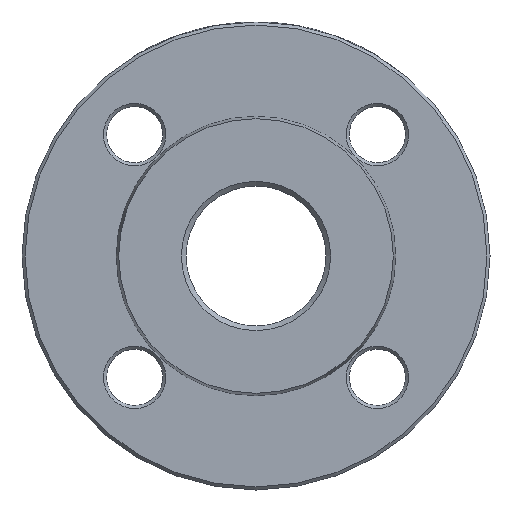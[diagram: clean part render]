
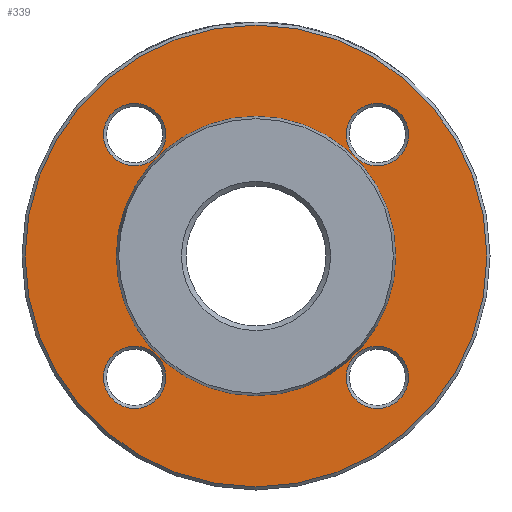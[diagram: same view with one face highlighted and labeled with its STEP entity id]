
A CAD part, left-side view. The second image highlights one B-rep face of the part: STEP entity #339.
In plain terms, the highlighted planar face has unit normal (-1, 0, 0).
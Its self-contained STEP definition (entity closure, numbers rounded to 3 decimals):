
#57 = CIRCLE ( 'NONE', #956, 10. ) ;
#73 = FACE_OUTER_BOUND ( 'NONE', #2533, .T. ) ;
#87 = CARTESIAN_POINT ( 'NONE',  ( 3., 28.891, -38.891 ) ) ;
#104 = FACE_BOUND ( 'NONE', #5781, .T. ) ;
#118 = CARTESIAN_POINT ( 'NONE',  ( 3., -38.891, -28.891 ) ) ;
#307 = AXIS2_PLACEMENT_3D ( 'NONE', #6062, #1812, #5586 ) ;
#339 = ADVANCED_FACE ( 'NONE', ( #3891, #104, #505, #5695, #73, #4764 ), #5826, .F. ) ;
#505 = FACE_BOUND ( 'NONE', #717, .T. ) ;
#552 = CARTESIAN_POINT ( 'NONE',  ( 3., -28.891, 38.891 ) ) ;
#598 = AXIS2_PLACEMENT_3D ( 'NONE', #881, #4635, #5131 ) ;
#717 = EDGE_LOOP ( 'NONE', ( #3970 ) ) ;
#881 = CARTESIAN_POINT ( 'NONE',  ( 3., -38.891, 38.891 ) ) ;
#934 = EDGE_CURVE ( 'NONE', #4778, #4778, #4450, .T. ) ;
#956 = AXIS2_PLACEMENT_3D ( 'NONE', #5990, #3992, #5455 ) ;
#1041 = CARTESIAN_POINT ( 'NONE',  ( 3., 38.891, -38.891 ) ) ;
#1250 = AXIS2_PLACEMENT_3D ( 'NONE', #4885, #5794, #1565 ) ;
#1434 = CARTESIAN_POINT ( 'NONE',  ( 3., 0., 0. ) ) ;
#1559 = DIRECTION ( 'NONE',  ( -1., 0., 0. ) ) ;
#1565 = DIRECTION ( 'NONE',  ( 0., 0., -1. ) ) ;
#1611 = VERTEX_POINT ( 'NONE', #2545 ) ;
#1810 = CARTESIAN_POINT ( 'NONE',  ( 3., 0., 44.804 ) ) ;
#1812 = DIRECTION ( 'NONE',  ( 1., 0., 0. ) ) ;
#2010 = DIRECTION ( 'NONE',  ( 0., 0., 1. ) ) ;
#2042 = EDGE_CURVE ( 'NONE', #1611, #1611, #4527, .T. ) ;
#2130 = DIRECTION ( 'NONE',  ( -1., 0., 0. ) ) ;
#2376 = AXIS2_PLACEMENT_3D ( 'NONE', #1041, #5696, #2470 ) ;
#2398 = DIRECTION ( 'NONE',  ( 0., 0., -1. ) ) ;
#2412 = EDGE_CURVE ( 'NONE', #5330, #5330, #57, .T. ) ;
#2470 = DIRECTION ( 'NONE',  ( 0., -1., 0. ) ) ;
#2533 = EDGE_LOOP ( 'NONE', ( #4306 ) ) ;
#2545 = CARTESIAN_POINT ( 'NONE',  ( 3., 0., -74. ) ) ;
#2598 = CIRCLE ( 'NONE', #598, 10. ) ;
#2601 = CARTESIAN_POINT ( 'NONE',  ( 3., 0., 0. ) ) ;
#3213 = ORIENTED_EDGE ( 'NONE', *, *, #934, .F. ) ;
#3516 = EDGE_LOOP ( 'NONE', ( #3213 ) ) ;
#3697 = EDGE_CURVE ( 'NONE', #3968, #3968, #5482, .T. ) ;
#3891 = FACE_BOUND ( 'NONE', #5771, .T. ) ;
#3968 = VERTEX_POINT ( 'NONE', #118 ) ;
#3970 = ORIENTED_EDGE ( 'NONE', *, *, #5979, .T. ) ;
#3988 = ORIENTED_EDGE ( 'NONE', *, *, #3697, .T. ) ;
#3992 = DIRECTION ( 'NONE',  ( 1., 0., 0. ) ) ;
#4166 = AXIS2_PLACEMENT_3D ( 'NONE', #2601, #2130, #2010 ) ;
#4222 = AXIS2_PLACEMENT_3D ( 'NONE', #1434, #1559, #2398 ) ;
#4306 = ORIENTED_EDGE ( 'NONE', *, *, #2042, .T. ) ;
#4371 = VERTEX_POINT ( 'NONE', #552 ) ;
#4424 = EDGE_CURVE ( 'NONE', #5300, #5300, #5749, .T. ) ;
#4450 = CIRCLE ( 'NONE', #4166, 44.804 ) ;
#4527 = CIRCLE ( 'NONE', #4222, 74. ) ;
#4635 = DIRECTION ( 'NONE',  ( 1., 0., 0. ) ) ;
#4764 = FACE_BOUND ( 'NONE', #3516, .T. ) ;
#4778 = VERTEX_POINT ( 'NONE', #1810 ) ;
#4808 = CARTESIAN_POINT ( 'NONE',  ( 3., 38.891, 28.891 ) ) ;
#4885 = CARTESIAN_POINT ( 'NONE',  ( 3., 44.804, 0. ) ) ;
#4951 = ORIENTED_EDGE ( 'NONE', *, *, #2412, .T. ) ;
#5131 = DIRECTION ( 'NONE',  ( 0., 1., 0. ) ) ;
#5232 = ORIENTED_EDGE ( 'NONE', *, *, #4424, .T. ) ;
#5300 = VERTEX_POINT ( 'NONE', #87 ) ;
#5330 = VERTEX_POINT ( 'NONE', #4808 ) ;
#5455 = DIRECTION ( 'NONE',  ( 0., 0., -1. ) ) ;
#5482 = CIRCLE ( 'NONE', #307, 10. ) ;
#5586 = DIRECTION ( 'NONE',  ( 0., 0., 1. ) ) ;
#5695 = FACE_BOUND ( 'NONE', #5839, .T. ) ;
#5696 = DIRECTION ( 'NONE',  ( 1., 0., 0. ) ) ;
#5749 = CIRCLE ( 'NONE', #2376, 10. ) ;
#5771 = EDGE_LOOP ( 'NONE', ( #5232 ) ) ;
#5781 = EDGE_LOOP ( 'NONE', ( #3988 ) ) ;
#5794 = DIRECTION ( 'NONE',  ( 1., 0., 0. ) ) ;
#5826 = PLANE ( 'NONE',  #1250 ) ;
#5839 = EDGE_LOOP ( 'NONE', ( #4951 ) ) ;
#5979 = EDGE_CURVE ( 'NONE', #4371, #4371, #2598, .T. ) ;
#5990 = CARTESIAN_POINT ( 'NONE',  ( 3., 38.891, 38.891 ) ) ;
#6062 = CARTESIAN_POINT ( 'NONE',  ( 3., -38.891, -38.891 ) ) ;
